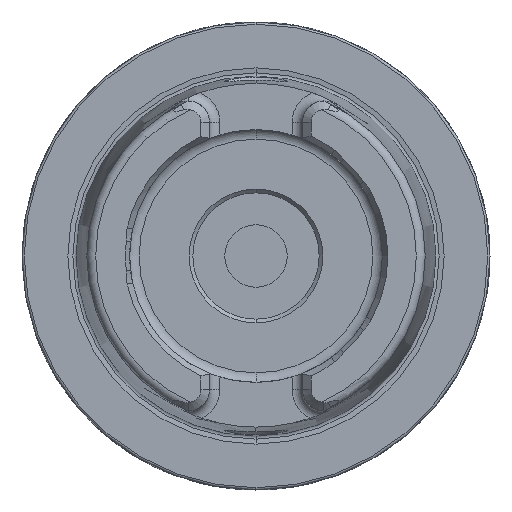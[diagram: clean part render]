
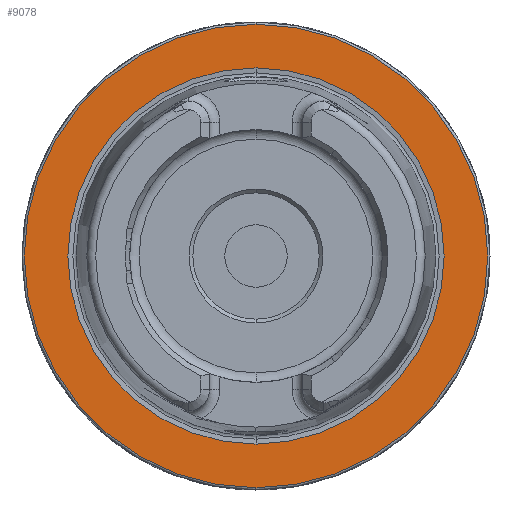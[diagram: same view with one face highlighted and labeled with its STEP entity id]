
A CAD part, left-side view. The second image highlights one B-rep face of the part: STEP entity #9078.
In plain terms, the highlighted planar face has unit normal (-1, 0, 0).
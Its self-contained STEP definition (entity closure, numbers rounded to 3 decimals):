
#60 = ORIENTED_EDGE ( 'NONE', *, *, #3123, .F. ) ;
#505 = DIRECTION ( 'NONE',  ( 0., 0., 1. ) ) ;
#705 = DIRECTION ( 'NONE',  ( 0., 0., 1. ) ) ;
#813 = ORIENTED_EDGE ( 'NONE', *, *, #5135, .T. ) ;
#1224 = EDGE_CURVE ( 'NONE', #14078, #11444, #11942, .T. ) ;
#1290 = DIRECTION ( 'NONE',  ( 0., 0., 1. ) ) ;
#1383 = CARTESIAN_POINT ( 'NONE',  ( 0., 31.2, 0. ) ) ;
#1429 = EDGE_CURVE ( 'NONE', #9064, #10205, #8729, .T. ) ;
#1489 = CARTESIAN_POINT ( 'NONE',  ( 0., 0., 25.324 ) ) ;
#2131 = CIRCLE ( 'NONE', #7149, 31.2 ) ;
#2526 = DIRECTION ( 'NONE',  ( 0., 0., -1. ) ) ;
#2566 = DIRECTION ( 'NONE',  ( 0., 0., 1. ) ) ;
#2795 = DIRECTION ( 'NONE',  ( -1., 0., 0. ) ) ;
#3123 = EDGE_CURVE ( 'NONE', #11444, #14078, #12205, .T. ) ;
#3998 = FACE_OUTER_BOUND ( 'NONE', #7636, .T. ) ;
#4019 = AXIS2_PLACEMENT_3D ( 'NONE', #1383, #9213, #2526 ) ;
#4271 = EDGE_LOOP ( 'NONE', ( #60, #5650 ) ) ;
#4537 = PLANE ( 'NONE',  #4019 ) ;
#4915 = ORIENTED_EDGE ( 'NONE', *, *, #1429, .T. ) ;
#5135 = EDGE_CURVE ( 'NONE', #10205, #9064, #2131, .T. ) ;
#5650 = ORIENTED_EDGE ( 'NONE', *, *, #1224, .F. ) ;
#5986 = DIRECTION ( 'NONE',  ( -1., 0., 0. ) ) ;
#7149 = AXIS2_PLACEMENT_3D ( 'NONE', #13777, #11403, #1290 ) ;
#7636 = EDGE_LOOP ( 'NONE', ( #813, #4915 ) ) ;
#8154 = AXIS2_PLACEMENT_3D ( 'NONE', #12915, #5986, #505 ) ;
#8189 = FACE_BOUND ( 'NONE', #4271, .T. ) ;
#8729 = CIRCLE ( 'NONE', #8154, 31.2 ) ;
#8755 = AXIS2_PLACEMENT_3D ( 'NONE', #12632, #13814, #2566 ) ;
#9064 = VERTEX_POINT ( 'NONE', #9072 ) ;
#9072 = CARTESIAN_POINT ( 'NONE',  ( 0., 0., -31.2 ) ) ;
#9078 = ADVANCED_FACE ( 'NONE', ( #8189, #3998 ), #4537, .F. ) ;
#9176 = CARTESIAN_POINT ( 'NONE',  ( 0., 0., -25.324 ) ) ;
#9213 = DIRECTION ( 'NONE',  ( 1., 0., 0. ) ) ;
#10060 = CARTESIAN_POINT ( 'NONE',  ( 0., 0., 31.2 ) ) ;
#10205 = VERTEX_POINT ( 'NONE', #10060 ) ;
#10719 = AXIS2_PLACEMENT_3D ( 'NONE', #14198, #2795, #705 ) ;
#11403 = DIRECTION ( 'NONE',  ( -1., 0., 0. ) ) ;
#11444 = VERTEX_POINT ( 'NONE', #1489 ) ;
#11942 = CIRCLE ( 'NONE', #8755, 25.324 ) ;
#12205 = CIRCLE ( 'NONE', #10719, 25.324 ) ;
#12632 = CARTESIAN_POINT ( 'NONE',  ( 0., 0., 0. ) ) ;
#12915 = CARTESIAN_POINT ( 'NONE',  ( 0., 0., 0. ) ) ;
#13777 = CARTESIAN_POINT ( 'NONE',  ( 0., 0., 0. ) ) ;
#13814 = DIRECTION ( 'NONE',  ( -1., 0., 0. ) ) ;
#14078 = VERTEX_POINT ( 'NONE', #9176 ) ;
#14198 = CARTESIAN_POINT ( 'NONE',  ( 0., 0., 0. ) ) ;
